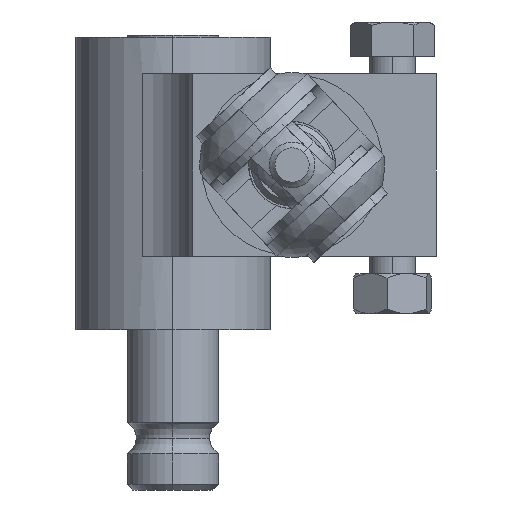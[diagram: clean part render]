
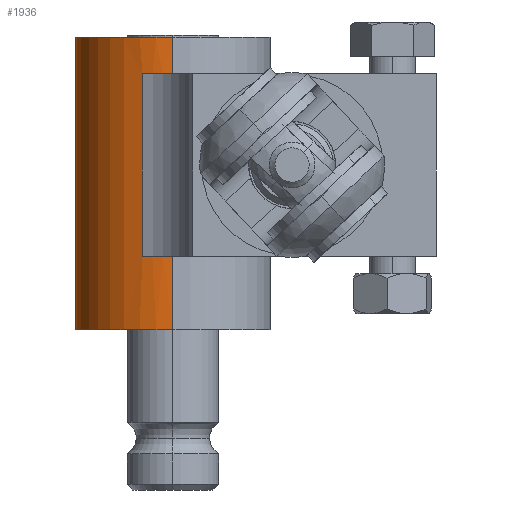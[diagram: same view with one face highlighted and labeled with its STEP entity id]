
A CAD part, left-side view. The second image highlights one B-rep face of the part: STEP entity #1936.
In plain terms, the highlighted cylindrical face has radius 16.85 mm (diameter 33.7 mm), a partial arc.
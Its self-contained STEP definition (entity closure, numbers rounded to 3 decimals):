
#48 = CIRCLE ( 'NONE', #2080, 16.85 ) ;
#78 = VECTOR ( 'NONE', #3677, 1000. ) ;
#256 = DIRECTION ( 'NONE',  ( -1., 0., 0. ) ) ;
#412 = EDGE_CURVE ( 'NONE', #4329, #5054, #48, .T. ) ;
#424 = EDGE_CURVE ( 'NONE', #6289, #7449, #3779, .T. ) ;
#470 = EDGE_CURVE ( 'NONE', #7449, #7116, #1321, .T. ) ;
#486 = CIRCLE ( 'NONE', #4296, 16.85 ) ;
#530 = CARTESIAN_POINT ( 'NONE',  ( 184.241, 231.063, 37.95 ) ) ;
#593 = DIRECTION ( 'NONE',  ( 0., 0., -1. ) ) ;
#625 = LINE ( 'NONE', #5097, #5085 ) ;
#700 = EDGE_CURVE ( 'NONE', #6289, #1197, #2249, .T. ) ;
#751 = EDGE_CURVE ( 'NONE', #7253, #4677, #3253, .T. ) ;
#858 = VERTEX_POINT ( 'NONE', #5004 ) ;
#879 = VERTEX_POINT ( 'NONE', #4714 ) ;
#907 = ORIENTED_EDGE ( 'NONE', *, *, #412, .T. ) ;
#933 = DIRECTION ( 'NONE',  ( 1., 0., 0. ) ) ;
#968 = DIRECTION ( 'NONE',  ( 0., 0., -1. ) ) ;
#1039 = ORIENTED_EDGE ( 'NONE', *, *, #2994, .F. ) ;
#1058 = VECTOR ( 'NONE', #7713, 1000. ) ;
#1076 = ORIENTED_EDGE ( 'NONE', *, *, #2453, .F. ) ;
#1197 = VERTEX_POINT ( 'NONE', #3624 ) ;
#1226 = CARTESIAN_POINT ( 'NONE',  ( 151.388, 236.338, 37.95 ) ) ;
#1231 = DIRECTION ( 'NONE',  ( 0., 0., -1. ) ) ;
#1321 = LINE ( 'NONE', #1226, #3295 ) ;
#1329 = CARTESIAN_POINT ( 'NONE',  ( 167.391, 231.063, -12.7 ) ) ;
#1414 = ORIENTED_EDGE ( 'NONE', *, *, #700, .F. ) ;
#1558 = ORIENTED_EDGE ( 'NONE', *, *, #424, .T. ) ;
#1907 = DIRECTION ( 'NONE',  ( 0., 0., -1. ) ) ;
#1936 = ADVANCED_FACE ( 'Extrude2', ( #3976 ), #6623, .T. ) ;
#2034 = LINE ( 'NONE', #4449, #1058 ) ;
#2038 = CARTESIAN_POINT ( 'NONE',  ( 167.391, 231.063, 31.6 ) ) ;
#2080 = AXIS2_PLACEMENT_3D ( 'NONE', #3900, #593, #5127 ) ;
#2133 = CARTESIAN_POINT ( 'NONE',  ( 167.391, 231.063, 0. ) ) ;
#2234 = CARTESIAN_POINT ( 'NONE',  ( 183.394, 236.338, 0. ) ) ;
#2249 = LINE ( 'NONE', #6590, #6935 ) ;
#2420 = AXIS2_PLACEMENT_3D ( 'NONE', #8014, #5953, #6059 ) ;
#2453 = EDGE_CURVE ( 'NONE', #6480, #7253, #3894, .T. ) ;
#2463 = AXIS2_PLACEMENT_3D ( 'NONE', #4440, #5707, #933 ) ;
#2481 = DIRECTION ( 'NONE',  ( 0., 0., -1. ) ) ;
#2500 = AXIS2_PLACEMENT_3D ( 'NONE', #2133, #1231, #3544 ) ;
#2770 = ORIENTED_EDGE ( 'NONE', *, *, #5368, .T. ) ;
#2897 = DIRECTION ( 'NONE',  ( 0., 0., -1. ) ) ;
#2963 = CARTESIAN_POINT ( 'NONE',  ( 184.241, 231.063, 0. ) ) ;
#2994 = EDGE_CURVE ( 'NONE', #4677, #7116, #7027, .T. ) ;
#3222 = AXIS2_PLACEMENT_3D ( 'NONE', #1329, #7729, #5435 ) ;
#3253 = LINE ( 'NONE', #7998, #5827 ) ;
#3295 = VECTOR ( 'NONE', #5803, 1000. ) ;
#3544 = DIRECTION ( 'NONE',  ( 1., 0., 0. ) ) ;
#3624 = CARTESIAN_POINT ( 'NONE',  ( 150.541, 231.063, -12.7 ) ) ;
#3677 = DIRECTION ( 'NONE',  ( 0., 0., -1. ) ) ;
#3779 = CIRCLE ( 'NONE', #2500, 16.85 ) ;
#3894 = CIRCLE ( 'NONE', #2420, 16.85 ) ;
#3900 = CARTESIAN_POINT ( 'NONE',  ( 167.391, 231.063, 0. ) ) ;
#3976 = FACE_OUTER_BOUND ( 'NONE', #5844, .T. ) ;
#4004 = DIRECTION ( 'NONE',  ( 0., 0., -1. ) ) ;
#4011 = ORIENTED_EDGE ( 'NONE', *, *, #7544, .T. ) ;
#4082 = CARTESIAN_POINT ( 'NONE',  ( 151.388, 236.338, 31.6 ) ) ;
#4155 = CARTESIAN_POINT ( 'NONE',  ( 167.391, 231.063, 37.95 ) ) ;
#4237 = CARTESIAN_POINT ( 'NONE',  ( 151.388, 236.338, 0. ) ) ;
#4296 = AXIS2_PLACEMENT_3D ( 'NONE', #2038, #1907, #6559 ) ;
#4329 = VERTEX_POINT ( 'NONE', #2234 ) ;
#4440 = CARTESIAN_POINT ( 'NONE',  ( 167.391, 231.063, 31.6 ) ) ;
#4449 = CARTESIAN_POINT ( 'NONE',  ( 184.241, 231.063, 37.95 ) ) ;
#4551 = CARTESIAN_POINT ( 'NONE',  ( 150.541, 231.063, 0. ) ) ;
#4671 = CARTESIAN_POINT ( 'NONE',  ( 183.394, 236.338, 31.6 ) ) ;
#4677 = VERTEX_POINT ( 'NONE', #7513 ) ;
#4714 = CARTESIAN_POINT ( 'NONE',  ( 184.241, 231.063, -12.7 ) ) ;
#5004 = CARTESIAN_POINT ( 'NONE',  ( 184.241, 231.063, 31.6 ) ) ;
#5054 = VERTEX_POINT ( 'NONE', #2963 ) ;
#5085 = VECTOR ( 'NONE', #2897, 1000. ) ;
#5097 = CARTESIAN_POINT ( 'NONE',  ( 183.394, 236.338, 37.95 ) ) ;
#5127 = DIRECTION ( 'NONE',  ( 1., 0., 0. ) ) ;
#5368 = EDGE_CURVE ( 'NONE', #5054, #879, #7631, .T. ) ;
#5435 = DIRECTION ( 'NONE',  ( 1., 0., 0. ) ) ;
#5470 = EDGE_CURVE ( 'NONE', #7313, #858, #486, .T. ) ;
#5488 = ORIENTED_EDGE ( 'NONE', *, *, #751, .F. ) ;
#5707 = DIRECTION ( 'NONE',  ( 0., 0., -1. ) ) ;
#5803 = DIRECTION ( 'NONE',  ( 0., 0., 1. ) ) ;
#5810 = CIRCLE ( 'NONE', #3222, 16.85 ) ;
#5827 = VECTOR ( 'NONE', #4004, 1000. ) ;
#5844 = EDGE_LOOP ( 'NONE', ( #1076, #4011, #8181, #6256, #907, #2770, #6547, #1414, #1558, #7672, #1039, #5488 ) ) ;
#5953 = DIRECTION ( 'NONE',  ( 0., 0., 1. ) ) ;
#6059 = DIRECTION ( 'NONE',  ( 1., 0., 0. ) ) ;
#6256 = ORIENTED_EDGE ( 'NONE', *, *, #7418, .T. ) ;
#6289 = VERTEX_POINT ( 'NONE', #4551 ) ;
#6302 = CARTESIAN_POINT ( 'NONE',  ( 150.541, 231.063, 37.95 ) ) ;
#6480 = VERTEX_POINT ( 'NONE', #530 ) ;
#6547 = ORIENTED_EDGE ( 'NONE', *, *, #7440, .T. ) ;
#6559 = DIRECTION ( 'NONE',  ( 1., 0., 0. ) ) ;
#6590 = CARTESIAN_POINT ( 'NONE',  ( 150.541, 231.063, 37.95 ) ) ;
#6623 = CYLINDRICAL_SURFACE ( 'NONE', #8240, 16.85 ) ;
#6935 = VECTOR ( 'NONE', #2481, 1000. ) ;
#7027 = CIRCLE ( 'NONE', #2463, 16.85 ) ;
#7030 = CARTESIAN_POINT ( 'NONE',  ( 184.241, 231.063, 37.95 ) ) ;
#7116 = VERTEX_POINT ( 'NONE', #4082 ) ;
#7253 = VERTEX_POINT ( 'NONE', #6302 ) ;
#7313 = VERTEX_POINT ( 'NONE', #4671 ) ;
#7418 = EDGE_CURVE ( 'NONE', #7313, #4329, #625, .T. ) ;
#7440 = EDGE_CURVE ( 'NONE', #879, #1197, #5810, .T. ) ;
#7449 = VERTEX_POINT ( 'NONE', #4237 ) ;
#7513 = CARTESIAN_POINT ( 'NONE',  ( 150.541, 231.063, 31.6 ) ) ;
#7544 = EDGE_CURVE ( 'NONE', #6480, #858, #2034, .T. ) ;
#7631 = LINE ( 'NONE', #7030, #78 ) ;
#7672 = ORIENTED_EDGE ( 'NONE', *, *, #470, .T. ) ;
#7713 = DIRECTION ( 'NONE',  ( 0., 0., -1. ) ) ;
#7729 = DIRECTION ( 'NONE',  ( 0., 0., 1. ) ) ;
#7998 = CARTESIAN_POINT ( 'NONE',  ( 150.541, 231.063, 37.95 ) ) ;
#8014 = CARTESIAN_POINT ( 'NONE',  ( 167.391, 231.063, 37.95 ) ) ;
#8181 = ORIENTED_EDGE ( 'NONE', *, *, #5470, .F. ) ;
#8240 = AXIS2_PLACEMENT_3D ( 'NONE', #4155, #968, #256 ) ;
